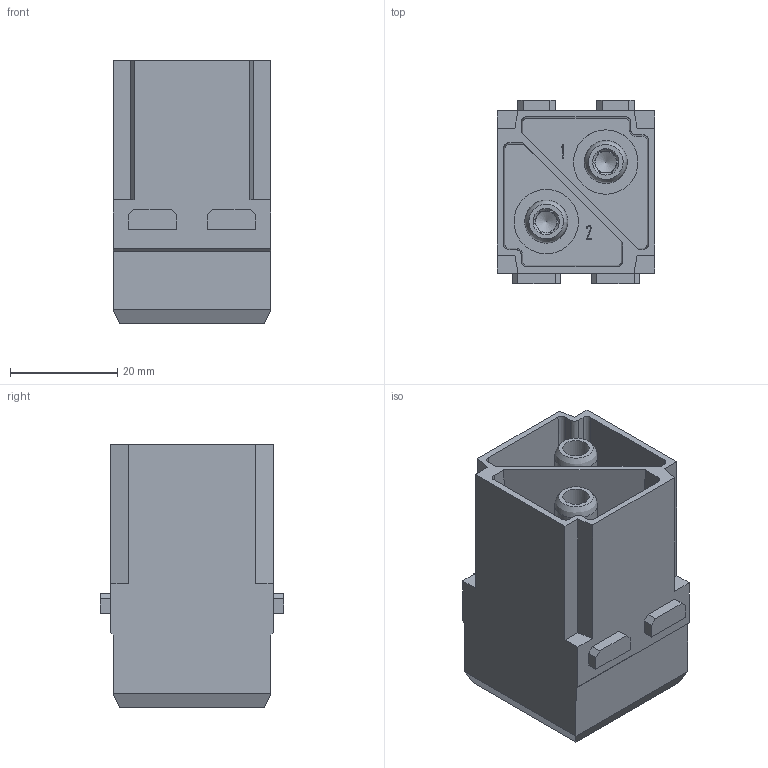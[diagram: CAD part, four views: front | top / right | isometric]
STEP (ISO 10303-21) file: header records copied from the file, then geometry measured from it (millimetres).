
FILE_DESCRIPTION(/* description */ (''),/* implementation_level */ '2;1');
FILE_NAME(/* name */ '100195472ugm000_d.stp',/* time_stamp */ '2019-05-21T10:55:23+02:00',/* author */ (''),/* organization */ (''),/* preprocessor_version */ 'ST-DEVELOPER v16.7',/* originating_system */ 'SIEMENS PLM Software NX 12.0',/* authorisation */ '');
FILE_SCHEMA (('AUTOMOTIVE_DESIGN { 1 0 10303 214 3 1 1 1 }'));
Length unit declared in the file: millimetre
Products named in the file (1): 100195472ugm000_d
Bounding box: 29.4 x 34.2 x 49 mm (x, y, z)
Volume: 29630.2 mm3; surface area: 13269.6 mm2
Topology: 1 solids, 2 shells, 311 faces, 918 edges, 758 vertices
Faces by surface type: plane 232, cylinder 27, cone 24, extrusion 24, bspline 4
Full cylindrical faces by diameter (mm): 1.1 x2, 1.3 x1, 4 x2, 4.9 x2, 8 x2, 8.2 x2, 12 x4
Entity records: 11992 total; most frequent: CARTESIAN_POINT 2287, ORIENTED_EDGE 1516, DIRECTION 1489, EDGE_CURVE 758, VECTOR 687, LINE 663, VERTEX_POINT 516, AXIS2_PLACEMENT_3D 401
